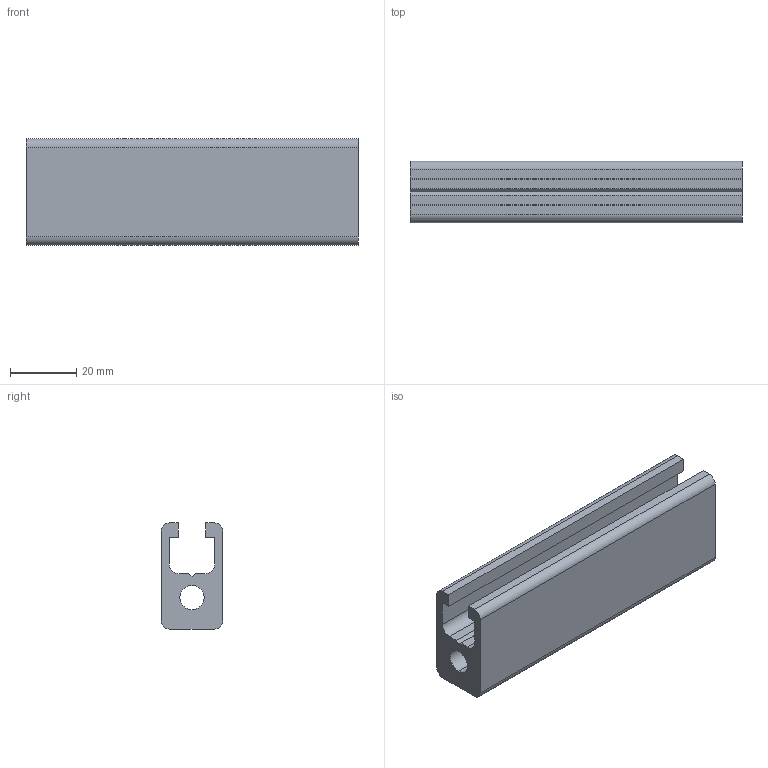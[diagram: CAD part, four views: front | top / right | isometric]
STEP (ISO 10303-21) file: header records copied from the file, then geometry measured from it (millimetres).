
FILE_DESCRIPTION (( 'STEP AP214' ), '1' );
FILE_NAME ('084.101.003.STEP', '2020-07-22T10:19:50', ( '' ), ( '' ), 'SwSTEP 2.0', 'SolidWorks 2018', '' );
FILE_SCHEMA (( 'AUTOMOTIVE_DESIGN' ));
Length unit declared in the file: millimetre
Products named in the file (1): 084.101.003
Bounding box: 100 x 18.5 x 32 mm (x, y, z)
Volume: 36015.4 mm3; surface area: 16669.8 mm2
Topology: 1 solids, 1 shells, 25 faces, 69 edges, 46 vertices
Faces by surface type: plane 17, cylinder 8
Entity records: 837 total; most frequent: CARTESIAN_POINT 141, ORIENTED_EDGE 138, DIRECTION 137, EDGE_CURVE 69, VECTOR 53, LINE 53, VERTEX_POINT 46, AXIS2_PLACEMENT_3D 42
